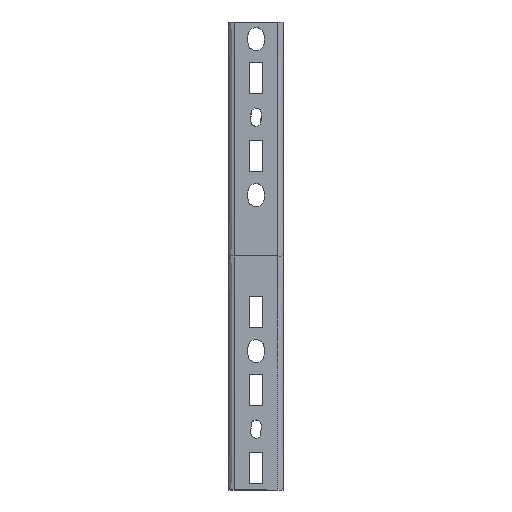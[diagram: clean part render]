
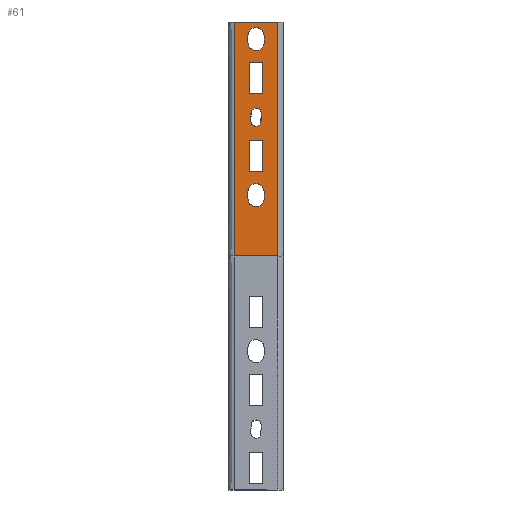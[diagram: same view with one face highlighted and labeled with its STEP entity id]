
A CAD part, front view. The second image highlights one B-rep face of the part: STEP entity #61.
In plain terms, the highlighted planar face has unit normal (0, -1, 0).
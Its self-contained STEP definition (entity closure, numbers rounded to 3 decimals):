
#15=FACE_BOUND('',#238,.T.);
#16=FACE_BOUND('',#239,.T.);
#17=FACE_BOUND('',#240,.T.);
#18=FACE_BOUND('',#241,.T.);
#19=FACE_BOUND('',#242,.T.);
#61=ADVANCED_FACE('',(#149,#15,#16,#17,#18,#19),#1307,.T.);
#149=FACE_OUTER_BOUND('',#237,.T.);
#237=EDGE_LOOP('',(#423,#424,#425,#426));
#238=EDGE_LOOP('',(#427,#428,#429,#430));
#239=EDGE_LOOP('',(#431,#432));
#240=EDGE_LOOP('',(#433,#434));
#241=EDGE_LOOP('',(#435,#436,#437,#438));
#242=EDGE_LOOP('',(#439,#440));
#423=ORIENTED_EDGE('',*,*,#814,.T.);
#424=ORIENTED_EDGE('',*,*,#802,.F.);
#425=ORIENTED_EDGE('',*,*,#749,.F.);
#426=ORIENTED_EDGE('',*,*,#803,.T.);
#427=ORIENTED_EDGE('',*,*,#767,.F.);
#428=ORIENTED_EDGE('',*,*,#769,.F.);
#429=ORIENTED_EDGE('',*,*,#761,.F.);
#430=ORIENTED_EDGE('',*,*,#764,.F.);
#431=ORIENTED_EDGE('',*,*,#773,.F.);
#432=ORIENTED_EDGE('',*,*,#795,.F.);
#433=ORIENTED_EDGE('',*,*,#777,.F.);
#434=ORIENTED_EDGE('',*,*,#797,.F.);
#435=ORIENTED_EDGE('',*,*,#787,.F.);
#436=ORIENTED_EDGE('',*,*,#789,.F.);
#437=ORIENTED_EDGE('',*,*,#781,.F.);
#438=ORIENTED_EDGE('',*,*,#784,.F.);
#439=ORIENTED_EDGE('',*,*,#793,.F.);
#440=ORIENTED_EDGE('',*,*,#799,.F.);
#749=EDGE_CURVE('',#1155,#1157,#1032,.T.);
#761=EDGE_CURVE('',#1166,#1163,#1038,.T.);
#764=EDGE_CURVE('',#1168,#1166,#1041,.T.);
#767=EDGE_CURVE('',#1170,#1168,#1044,.T.);
#769=EDGE_CURVE('',#1163,#1170,#1046,.T.);
#773=EDGE_CURVE('',#1174,#1171,#952,.T.);
#777=EDGE_CURVE('',#1178,#1175,#956,.T.);
#781=EDGE_CURVE('',#1182,#1179,#1050,.T.);
#784=EDGE_CURVE('',#1184,#1182,#1053,.T.);
#787=EDGE_CURVE('',#1186,#1184,#1056,.T.);
#789=EDGE_CURVE('',#1179,#1186,#1058,.T.);
#793=EDGE_CURVE('',#1190,#1187,#960,.T.);
#795=EDGE_CURVE('',#1171,#1174,#962,.T.);
#797=EDGE_CURVE('',#1175,#1178,#964,.T.);
#799=EDGE_CURVE('',#1187,#1190,#966,.T.);
#802=EDGE_CURVE('',#1157,#1194,#968,.T.);
#803=EDGE_CURVE('',#1155,#1196,#1060,.T.);
#814=EDGE_CURVE('',#1196,#1194,#1065,.T.);
#952=(
BOUNDED_CURVE()
B_SPLINE_CURVE(2,(#2015,#2016,#2017,#2018,#2019,#2020,#2021),
 .UNSPECIFIED.,.F.,.F.)
B_SPLINE_CURVE_WITH_KNOTS((3,2,2,3),(-16.493,-8.247,
0.,4.5),.UNSPECIFIED.)
CURVE()
GEOMETRIC_REPRESENTATION_ITEM()
RATIONAL_B_SPLINE_CURVE((1.,0.707,1.,0.707,1.,1.,
1.))
REPRESENTATION_ITEM('')
);
#956=(
BOUNDED_CURVE()
B_SPLINE_CURVE(2,(#2033,#2034,#2035,#2036,#2037,#2038,#2039),
 .UNSPECIFIED.,.F.,.F.)
B_SPLINE_CURVE_WITH_KNOTS((3,2,2,3),(-10.21,-5.105,
0.,5.5),.UNSPECIFIED.)
CURVE()
GEOMETRIC_REPRESENTATION_ITEM()
RATIONAL_B_SPLINE_CURVE((1.,0.707,1.,0.707,1.,1.,
1.))
REPRESENTATION_ITEM('')
);
#960=(
BOUNDED_CURVE()
B_SPLINE_CURVE(2,(#2075,#2076,#2077,#2078,#2079,#2080,#2081),
 .UNSPECIFIED.,.F.,.F.)
B_SPLINE_CURVE_WITH_KNOTS((3,2,2,3),(-16.493,-8.247,
0.,4.5),.UNSPECIFIED.)
CURVE()
GEOMETRIC_REPRESENTATION_ITEM()
RATIONAL_B_SPLINE_CURVE((1.,0.707,1.,0.707,1.,1.,
1.))
REPRESENTATION_ITEM('')
);
#962=(
BOUNDED_CURVE()
B_SPLINE_CURVE(2,(#2089,#2090,#2091,#2092,#2093,#2094,#2095),
 .UNSPECIFIED.,.F.,.F.)
B_SPLINE_CURVE_WITH_KNOTS((3,2,2,3),(-37.487,-29.24,
-20.993,-16.493),.UNSPECIFIED.)
CURVE()
GEOMETRIC_REPRESENTATION_ITEM()
RATIONAL_B_SPLINE_CURVE((1.,0.707,1.,0.707,1.,1.,
1.))
REPRESENTATION_ITEM('')
);
#964=(
BOUNDED_CURVE()
B_SPLINE_CURVE(2,(#2103,#2104,#2105,#2106,#2107,#2108,#2109),
 .UNSPECIFIED.,.F.,.F.)
B_SPLINE_CURVE_WITH_KNOTS((3,2,2,3),(-25.92,-20.815,
-15.71,-10.21),.UNSPECIFIED.)
CURVE()
GEOMETRIC_REPRESENTATION_ITEM()
RATIONAL_B_SPLINE_CURVE((1.,0.707,1.,0.707,1.,1.,
1.))
REPRESENTATION_ITEM('')
);
#966=(
BOUNDED_CURVE()
B_SPLINE_CURVE(2,(#2117,#2118,#2119,#2120,#2121,#2122,#2123),
 .UNSPECIFIED.,.F.,.F.)
B_SPLINE_CURVE_WITH_KNOTS((3,2,2,3),(-37.487,-29.24,
-20.993,-16.493),.UNSPECIFIED.)
CURVE()
GEOMETRIC_REPRESENTATION_ITEM()
RATIONAL_B_SPLINE_CURVE((1.,0.707,1.,0.707,1.,1.,
1.))
REPRESENTATION_ITEM('')
);
#968=(
BOUNDED_CURVE()
B_SPLINE_CURVE(1,(#2128,#2129),.UNSPECIFIED.,.F.,.F.)
B_SPLINE_CURVE_WITH_KNOTS((2,2),(202.4,352.4),
 .UNSPECIFIED.)
CURVE()
GEOMETRIC_REPRESENTATION_ITEM()
RATIONAL_B_SPLINE_CURVE((1.,1.))
REPRESENTATION_ITEM('')
);
#1032=B_SPLINE_CURVE_WITH_KNOTS('',1,(#1958,#1959),.UNSPECIFIED.,.F.,.F.,
(2,2),(0.,28.072),.UNSPECIFIED.);
#1038=B_SPLINE_CURVE_WITH_KNOTS('',1,(#1986,#1987),.UNSPECIFIED.,.F.,.F.,
(2,2),(0.,20.),.UNSPECIFIED.);
#1041=B_SPLINE_CURVE_WITH_KNOTS('',1,(#1992,#1993),.UNSPECIFIED.,.F.,.F.,
(2,2),(0.,8.7),.UNSPECIFIED.);
#1044=B_SPLINE_CURVE_WITH_KNOTS('',1,(#1998,#1999),.UNSPECIFIED.,.F.,.F.,
(2,2),(0.,20.),.UNSPECIFIED.);
#1046=B_SPLINE_CURVE_WITH_KNOTS('',1,(#2002,#2003),.UNSPECIFIED.,.F.,.F.,
(2,2),(0.,8.7),.UNSPECIFIED.);
#1050=B_SPLINE_CURVE_WITH_KNOTS('',1,(#2046,#2047),.UNSPECIFIED.,.F.,.F.,
(2,2),(0.,20.),.UNSPECIFIED.);
#1053=B_SPLINE_CURVE_WITH_KNOTS('',1,(#2052,#2053),.UNSPECIFIED.,.F.,.F.,
(2,2),(0.,8.7),.UNSPECIFIED.);
#1056=B_SPLINE_CURVE_WITH_KNOTS('',1,(#2058,#2059),.UNSPECIFIED.,.F.,.F.,
(2,2),(0.,20.),.UNSPECIFIED.);
#1058=B_SPLINE_CURVE_WITH_KNOTS('',1,(#2062,#2063),.UNSPECIFIED.,.F.,.F.,
(2,2),(0.,8.7),.UNSPECIFIED.);
#1060=B_SPLINE_CURVE_WITH_KNOTS('',1,(#2130,#2131),.UNSPECIFIED.,.F.,.F.,
(2,2),(0.,150.),.UNSPECIFIED.);
#1065=B_SPLINE_CURVE_WITH_KNOTS('',1,(#2155,#2156),.UNSPECIFIED.,.F.,.F.,
(2,2),(-261.036,-232.964),.UNSPECIFIED.);
#1155=VERTEX_POINT('',#1811);
#1157=VERTEX_POINT('',#1813);
#1163=VERTEX_POINT('',#1819);
#1166=VERTEX_POINT('',#1822);
#1168=VERTEX_POINT('',#1824);
#1170=VERTEX_POINT('',#1826);
#1171=VERTEX_POINT('',#1827);
#1174=VERTEX_POINT('',#1830);
#1175=VERTEX_POINT('',#1831);
#1178=VERTEX_POINT('',#1834);
#1179=VERTEX_POINT('',#1835);
#1182=VERTEX_POINT('',#1838);
#1184=VERTEX_POINT('',#1840);
#1186=VERTEX_POINT('',#1842);
#1187=VERTEX_POINT('',#1843);
#1190=VERTEX_POINT('',#1846);
#1194=VERTEX_POINT('',#1850);
#1196=VERTEX_POINT('',#1852);
#1307=PLANE('',#1389);
#1389=AXIS2_PLACEMENT_3D('',#1615,#1454,$);
#1454=DIRECTION('',(0.,-1.,0.));
#1615=CARTESIAN_POINT('',(-19.244,-9.,322.4));
#1811=CARTESIAN_POINT('',(-14.036,-9.,300.));
#1813=CARTESIAN_POINT('',(14.036,-9.,300.));
#1819=CARTESIAN_POINT('',(4.35,-9.,274.));
#1822=CARTESIAN_POINT('',(4.35,-9.,254.));
#1824=CARTESIAN_POINT('',(-4.35,-9.,254.));
#1826=CARTESIAN_POINT('',(-4.35,-9.,274.));
#1827=CARTESIAN_POINT('',(-5.25,-9.,186.75));
#1830=CARTESIAN_POINT('',(5.25,-9.,191.25));
#1831=CARTESIAN_POINT('',(3.25,-9.,241.75));
#1834=CARTESIAN_POINT('',(-3.25,-9.,236.25));
#1835=CARTESIAN_POINT('',(4.35,-9.,224.));
#1838=CARTESIAN_POINT('',(4.35,-9.,204.));
#1840=CARTESIAN_POINT('',(-4.35,-9.,204.));
#1842=CARTESIAN_POINT('',(-4.35,-9.,224.));
#1843=CARTESIAN_POINT('',(-5.25,-9.,286.75));
#1846=CARTESIAN_POINT('',(5.25,-9.,291.25));
#1850=CARTESIAN_POINT('',(14.036,-9.,150.));
#1852=CARTESIAN_POINT('',(-14.036,-9.,150.));
#1958=CARTESIAN_POINT('',(-14.036,-9.,300.));
#1959=CARTESIAN_POINT('',(14.036,-9.,300.));
#1986=CARTESIAN_POINT('',(4.35,-9.,254.));
#1987=CARTESIAN_POINT('',(4.35,-9.,274.));
#1992=CARTESIAN_POINT('',(-4.35,-9.,254.));
#1993=CARTESIAN_POINT('',(4.35,-9.,254.));
#1998=CARTESIAN_POINT('',(-4.35,-9.,274.));
#1999=CARTESIAN_POINT('',(-4.35,-9.,254.));
#2002=CARTESIAN_POINT('',(4.35,-9.,274.));
#2003=CARTESIAN_POINT('',(-4.35,-9.,274.));
#2015=CARTESIAN_POINT('',(5.25,-9.,191.25));
#2016=CARTESIAN_POINT('',(5.25,-9.,196.5));
#2017=CARTESIAN_POINT('',(0.,-9.,196.5));
#2018=CARTESIAN_POINT('',(-5.25,-9.,196.5));
#2019=CARTESIAN_POINT('',(-5.25,-9.,191.25));
#2020=CARTESIAN_POINT('',(-5.25,-9.,189.));
#2021=CARTESIAN_POINT('',(-5.25,-9.,186.75));
#2033=CARTESIAN_POINT('',(-3.25,-9.,236.25));
#2034=CARTESIAN_POINT('',(-3.25,-9.,233.));
#2035=CARTESIAN_POINT('',(0.,-9.,233.));
#2036=CARTESIAN_POINT('',(3.25,-9.,233.));
#2037=CARTESIAN_POINT('',(3.25,-9.,236.25));
#2038=CARTESIAN_POINT('',(3.25,-9.,239.));
#2039=CARTESIAN_POINT('',(3.25,-9.,241.75));
#2046=CARTESIAN_POINT('',(4.35,-9.,204.));
#2047=CARTESIAN_POINT('',(4.35,-9.,224.));
#2052=CARTESIAN_POINT('',(-4.35,-9.,204.));
#2053=CARTESIAN_POINT('',(4.35,-9.,204.));
#2058=CARTESIAN_POINT('',(-4.35,-9.,224.));
#2059=CARTESIAN_POINT('',(-4.35,-9.,204.));
#2062=CARTESIAN_POINT('',(4.35,-9.,224.));
#2063=CARTESIAN_POINT('',(-4.35,-9.,224.));
#2075=CARTESIAN_POINT('',(5.25,-9.,291.25));
#2076=CARTESIAN_POINT('',(5.25,-9.,296.5));
#2077=CARTESIAN_POINT('',(0.,-9.,296.5));
#2078=CARTESIAN_POINT('',(-5.25,-9.,296.5));
#2079=CARTESIAN_POINT('',(-5.25,-9.,291.25));
#2080=CARTESIAN_POINT('',(-5.25,-9.,289.));
#2081=CARTESIAN_POINT('',(-5.25,-9.,286.75));
#2089=CARTESIAN_POINT('',(-5.25,-9.,186.75));
#2090=CARTESIAN_POINT('',(-5.25,-9.,181.5));
#2091=CARTESIAN_POINT('',(0.,-9.,181.5));
#2092=CARTESIAN_POINT('',(5.25,-9.,181.5));
#2093=CARTESIAN_POINT('',(5.25,-9.,186.75));
#2094=CARTESIAN_POINT('',(5.25,-9.,189.));
#2095=CARTESIAN_POINT('',(5.25,-9.,191.25));
#2103=CARTESIAN_POINT('',(3.25,-9.,241.75));
#2104=CARTESIAN_POINT('',(3.25,-9.,245.));
#2105=CARTESIAN_POINT('',(0.,-9.,245.));
#2106=CARTESIAN_POINT('',(-3.25,-9.,245.));
#2107=CARTESIAN_POINT('',(-3.25,-9.,241.75));
#2108=CARTESIAN_POINT('',(-3.25,-9.,239.));
#2109=CARTESIAN_POINT('',(-3.25,-9.,236.25));
#2117=CARTESIAN_POINT('',(-5.25,-9.,286.75));
#2118=CARTESIAN_POINT('',(-5.25,-9.,281.5));
#2119=CARTESIAN_POINT('',(0.,-9.,281.5));
#2120=CARTESIAN_POINT('',(5.25,-9.,281.5));
#2121=CARTESIAN_POINT('',(5.25,-9.,286.75));
#2122=CARTESIAN_POINT('',(5.25,-9.,289.));
#2123=CARTESIAN_POINT('',(5.25,-9.,291.25));
#2128=CARTESIAN_POINT('',(14.036,-9.,300.));
#2129=CARTESIAN_POINT('',(14.036,-9.,150.));
#2130=CARTESIAN_POINT('',(-14.036,-9.,300.));
#2131=CARTESIAN_POINT('',(-14.036,-9.,150.));
#2155=CARTESIAN_POINT('',(-14.036,-9.,150.));
#2156=CARTESIAN_POINT('',(14.036,-9.,150.));
